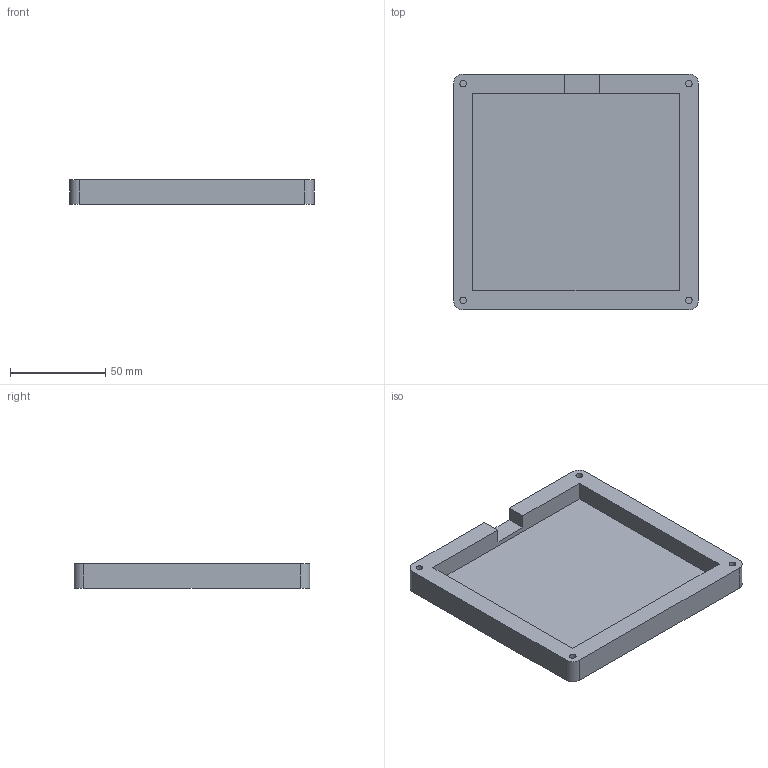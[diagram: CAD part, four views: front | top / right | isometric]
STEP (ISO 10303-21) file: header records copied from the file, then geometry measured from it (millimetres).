
FILE_DESCRIPTION(/* description */ (''),/* implementation_level */ '2;1');
FILE_NAME(/* name */ '3e4fe686-3a95-44d7-aed8-43d5b61fc6f4.stp',/* time_stamp */ '2025-08-04T00:57:07Z',/* author */ (''),/* organization */ (''),/* preprocessor_version */ 'ST-DEVELOPER v20.1',/* originating_system */ 'Autodesk Translation Framework v14.10.0.0',/* authorisation */ '');
FILE_SCHEMA (('AUTOMOTIVE_DESIGN { 1 0 10303 214 3 1 1 }'));
Length unit declared in the file: millimetre
Products named in the file (2): Bottom; VROOOOOOMpad
Assembly tree (1 placements, depth 2):
  Bottom
    VROOOOOOMpad
Bounding box: 128.5 x 123.75 x 13 mm (x, y, z)
Volume: 91393.6 mm3; surface area: 44118.9 mm2
Topology: 1 solids, 1 shells, 287 faces, 771 edges, 514 vertices
Faces by surface type: bspline 188, plane 87, cylinder 12
Full cylindrical faces by diameter (mm): 3.4 x4, 6 x4
Entity records: 10742 total; most frequent: CARTESIAN_POINT 4771, ORIENTED_EDGE 1542, EDGE_CURVE 771, DIRECTION 623, VERTEX_POINT 514, B_SPLINE_CURVE_WITH_KNOTS 376, LINE 371, VECTOR 371
